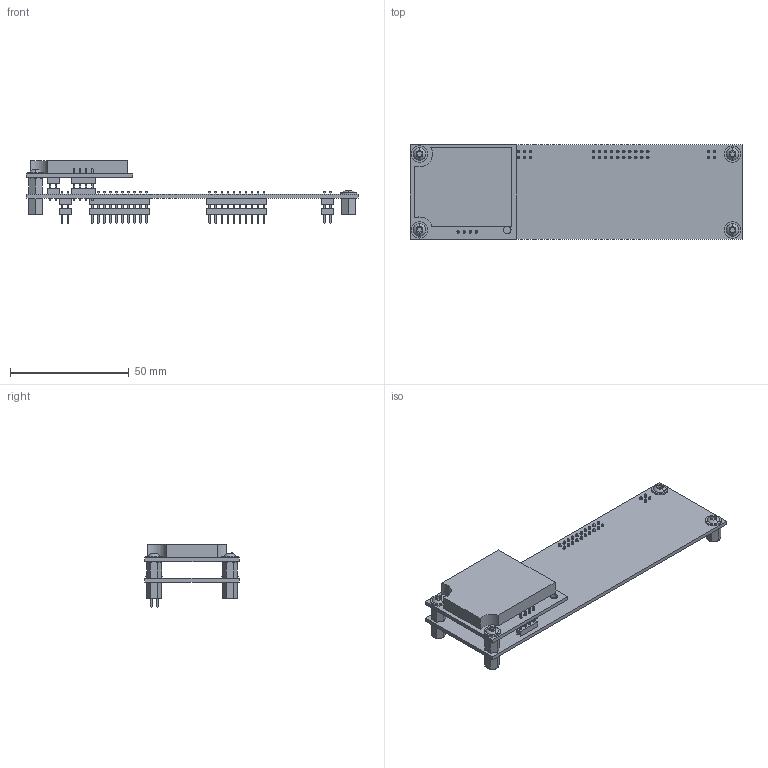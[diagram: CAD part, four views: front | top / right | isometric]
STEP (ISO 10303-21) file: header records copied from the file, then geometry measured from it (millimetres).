
FILE_DESCRIPTION(/* description */ ('Alibre Inc.'),/* implementation_level */ '2;1');
FILE_NAME(/* name */ 'export-1FA8107A-241A-4E73-A03F-27873646B4BF',/* time_stamp */ '2023-01-18T13:55:35+01:00',/* author */ (''),/* organization */ (''),/* preprocessor_version */ 'ST-DEVELOPER v17',/* originating_system */ 'Alibre',/* authorisation */ '');
FILE_SCHEMA (('AUTOMOTIVE_DESIGN'));
Length unit declared in the file: millimetre
Products named in the file (27): 1123881; socket button head screw_1_iso_ISO 7380 - M3 x 4 - 4N; 1123882; OEM5_Com_2_reduced; OEM5_per_32EA_0_reduced; BWR4978
Bounding box: 140 x 40 x 26.47 mm (x, y, z)
Volume: 21823.2 mm3; surface area: 26315 mm2
Topology: 31 solids, 31 shells, 1826 faces, 4528 edges, 2852 vertices
Faces by surface type: plane 1580, cylinder 114, cone 108, bspline 8, sphere 8, torus 8
Full cylindrical faces by diameter (mm): 1.016 x52, 3.2 x4
Entity records: 49057 total; most frequent: CARTESIAN_POINT 8669, ORIENTED_EDGE 8076, DIRECTION 6126, EDGE_CURVE 4038, VECTOR 3774, LINE 3774, VERTEX_POINT 2577, EDGE_LOOP 2125
